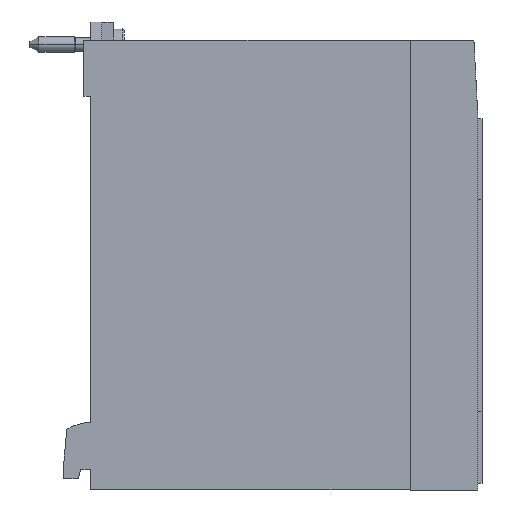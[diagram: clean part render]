
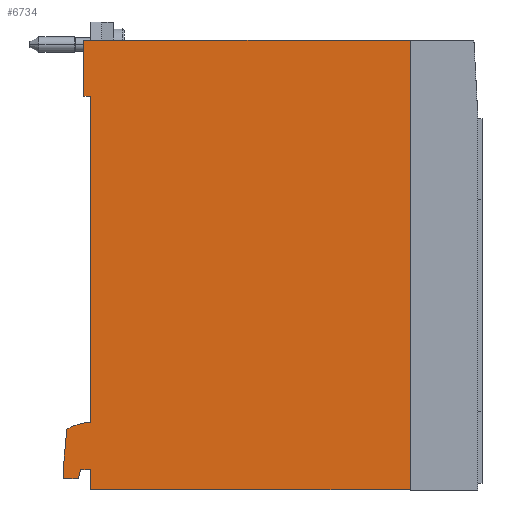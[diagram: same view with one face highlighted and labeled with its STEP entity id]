
A CAD part, left-side view. The second image highlights one B-rep face of the part: STEP entity #6734.
In plain terms, the highlighted planar face has unit normal (-1, 0, 0).
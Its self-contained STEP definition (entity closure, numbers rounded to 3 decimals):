
#6093=CARTESIAN_POINT('POINT2262',(-16.475,-71.,-49.975
   ));
#6094=VERTEX_POINT('VERTEX2262',#6093);
#6101=CARTESIAN_POINT('POINT2263',(-16.475,0.,-49.975)
   );
#6102=VERTEX_POINT('VERTEX2263',#6101);
#6103=CARTESIAN_POINT('POS4119',(-16.475,-35.5,-49.975)
   );
#6104=DIRECTION('DIR5730',(0.,1.,0.));
#6105=VECTOR('VEC2508',#6104,25.4);
#6106=LINE('STRAIGHT2508',#6103,#6105);
#6107=EDGE_CURVE('EDGE3431',#6094,#6102,#6106,.T.);
#6124=CARTESIAN_POINT('POINT2264',(-16.475,0.,
   -45.5));
#6125=VERTEX_POINT('VERTEX2264',#6124);
#6128=CARTESIAN_POINT('POINT2265',(-16.475,2.214,
   -45.5));
#6129=VERTEX_POINT('VERTEX2265',#6128);
#6130=CARTESIAN_POINT('POS4122',(-16.475,0.,
   -45.5));
#6131=DIRECTION('DIR5734',(0.,1.,0.));
#6132=VECTOR('VEC2510',#6131,25.4);
#6133=LINE('STRAIGHT2510',#6130,#6132);
#6134=EDGE_CURVE('EDGE3434',#6125,#6129,#6133,.T.);
#6143=CARTESIAN_POINT('POINT2266',(-16.475,2.75,
   -47.5));
#6144=VERTEX_POINT('VERTEX2266',#6143);
#6145=CARTESIAN_POINT('POS4123',(-16.475,2.214,
   -45.5));
#6146=DIRECTION('DIR5735',(0.,0.259,
   -0.966));
#6147=VECTOR('VEC2511',#6146,25.4);
#6148=LINE('STRAIGHT2511',#6145,#6147);
#6149=EDGE_CURVE('EDGE3436',#6129,#6144,#6148,.T.);
#6158=CARTESIAN_POINT('POINT2267',(-16.475,6.,
   -47.5));
#6159=VERTEX_POINT('VERTEX2267',#6158);
#6160=CARTESIAN_POINT('POS4124',(-16.475,2.75,
   -47.5));
#6161=DIRECTION('DIR5736',(0.,1.,0.));
#6162=VECTOR('VEC2512',#6161,25.4);
#6163=LINE('STRAIGHT2512',#6160,#6162);
#6164=EDGE_CURVE('EDGE3438',#6144,#6159,#6163,.T.);
#6173=CARTESIAN_POINT('POINT2268',(-16.475,6.,
   -44.5));
#6174=VERTEX_POINT('VERTEX2268',#6173);
#6175=CARTESIAN_POINT('POS4125',(-16.475,6.,
   -47.5));
#6176=DIRECTION('DIR5737',(0.,0.,
   1.));
#6177=VECTOR('VEC2513',#6176,25.4);
#6178=LINE('STRAIGHT2513',#6175,#6177);
#6179=EDGE_CURVE('EDGE3440',#6159,#6174,#6178,.T.);
#6188=CARTESIAN_POINT('POINT2269',(-16.475,5.302,
   -36.521));
#6189=VERTEX_POINT('VERTEX2269',#6188);
#6190=CARTESIAN_POINT('POS4126',(-16.475,6.,
   -44.5));
#6191=DIRECTION('DIR5738',(0.,-0.087,
   0.996));
#6192=VECTOR('VEC2514',#6191,25.4);
#6193=LINE('STRAIGHT2514',#6190,#6192);
#6194=EDGE_CURVE('EDGE3442',#6174,#6189,#6193,.T.);
#6207=CARTESIAN_POINT('POINT2270',(-16.475,0.,
   -35.));
#6208=VERTEX_POINT('VERTEX2270',#6207);
#6209=CARTESIAN_POINT('POS4128',(-16.475,0.,
   -45.));
#6210=DIRECTION('DIR5740',(1.,0.,
   0.));
#6211=DIRECTION('DIR5741',(0.,0.53,
   0.848));
#6212=AXIS2_PLACEMENT_3D('AXIS1613',#6209,#6210,#6211);
#6213=CIRCLE('ELLIPSE542',#6212,10.);
#6214=EDGE_CURVE('EDGE3444',#6189,#6208,#6213,.T.);
#6231=CARTESIAN_POINT('POINT2273',(-16.475,0.,37.5));
#6232=VERTEX_POINT('VERTEX2273',#6231);
#6235=CARTESIAN_POINT('POINT2274',(-16.475,1.5,37.5));
#6236=VERTEX_POINT('VERTEX2274',#6235);
#6237=CARTESIAN_POINT('POS4130',(-16.475,0.75,37.5));
#6238=DIRECTION('DIR5743',(0.,1.,0.));
#6239=VECTOR('VEC2517',#6238,25.4);
#6240=LINE('STRAIGHT2517',#6237,#6239);
#6241=EDGE_CURVE('EDGE3448',#6232,#6236,#6240,.T.);
#6554=CARTESIAN_POINT('POS4162',(-16.475,0.,0.));
#6555=DIRECTION('DIR5786',(0.,0.,-1.));
#6556=VECTOR('VEC2538',#6555,25.4);
#6557=LINE('STRAIGHT2538',#6554,#6556);
#6558=EDGE_CURVE('EDGE3481',#6125,#6102,#6557,.T.);
#6563=EDGE_CURVE('EDGE3482',#6232,#6208,#6557,.T.);
#6680=CARTESIAN_POINT('POINT2294',(-16.475,-71.,49.975)
   );
#6681=VERTEX_POINT('VERTEX2294',#6680);
#6688=CARTESIAN_POINT('POS4175',(-16.475,-71.,0.));
#6689=DIRECTION('DIR5803',(0.,0.,-1.));
#6690=VECTOR('VEC2547',#6689,25.4);
#6691=LINE('STRAIGHT2547',#6688,#6690);
#6692=EDGE_CURVE('EDGE3492',#6681,#6094,#6691,.T.);
#6702=CARTESIAN_POINT('POINT2295',(-16.475,1.5,49.975))
   ;
#6703=VERTEX_POINT('VERTEX2295',#6702);
#6704=CARTESIAN_POINT('POS4177',(-16.475,-35.5,49.975))
   ;
#6705=DIRECTION('DIR5806',(0.,-1.,0.));
#6706=VECTOR('VEC2548',#6705,25.4);
#6707=LINE('STRAIGHT2548',#6704,#6706);
#6708=EDGE_CURVE('EDGE3493',#6703,#6681,#6707,.T.);
#6709=ORIENTED_EDGE('COEDGE6950',*,*,#6708,.F.);
#6710=CARTESIAN_POINT('POS4178',(-16.475,1.5,43.737));
#6711=DIRECTION('DIR5807',(0.,0.,-1.));
#6712=VECTOR('VEC2549',#6711,25.4);
#6713=LINE('STRAIGHT2549',#6710,#6712);
#6714=EDGE_CURVE('EDGE3494',#6703,#6236,#6713,.T.);
#6715=ORIENTED_EDGE('COEDGE6951',*,*,#6714,.T.);
#6716=ORIENTED_EDGE('COEDGE6952',*,*,#6241,.F.);
#6717=ORIENTED_EDGE('COEDGE6953',*,*,#6563,.T.);
#6718=ORIENTED_EDGE('COEDGE6954',*,*,#6214,.F.);
#6719=ORIENTED_EDGE('COEDGE6955',*,*,#6194,.F.);
#6720=ORIENTED_EDGE('COEDGE6956',*,*,#6179,.F.);
#6721=ORIENTED_EDGE('COEDGE6957',*,*,#6164,.F.);
#6722=ORIENTED_EDGE('COEDGE6958',*,*,#6149,.F.);
#6723=ORIENTED_EDGE('COEDGE6959',*,*,#6134,.F.);
#6724=ORIENTED_EDGE('COEDGE6960',*,*,#6558,.T.);
#6725=ORIENTED_EDGE('COEDGE6961',*,*,#6107,.F.);
#6726=ORIENTED_EDGE('COEDGE6962',*,*,#6692,.F.);
#6727=EDGE_LOOP('NONE',(#6709,#6715,#6716,#6717,#6718,#6719,#6720,#6721,
   #6722,#6723,#6724,#6725,#6726));
#6728=FACE_BOUND('LOOP1',#6727,.T.);
#6729=CARTESIAN_POINT('POS4179',(-16.475,-35.5,0.));
#6730=DIRECTION('DIR5808',(1.,0.,0.));
#6731=DIRECTION('DIR5809',(0.,1.,0.));
#6732=AXIS2_PLACEMENT_3D('AXIS1630',#6729,#6730,#6731);
#6733=PLANE('PLANE816',#6732);
#6734=ADVANCED_FACE('FACE1309',(#6728),#6733,.F.);
